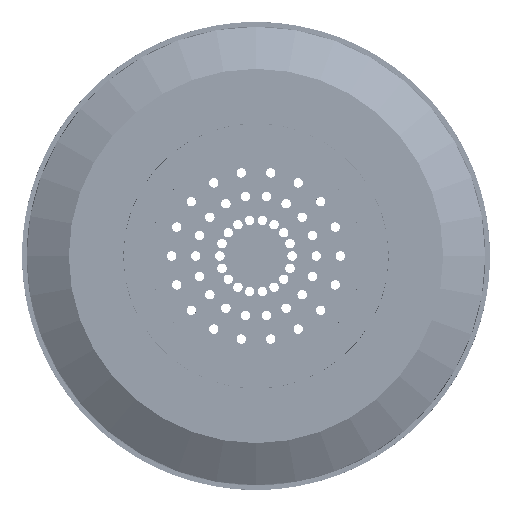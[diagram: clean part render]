
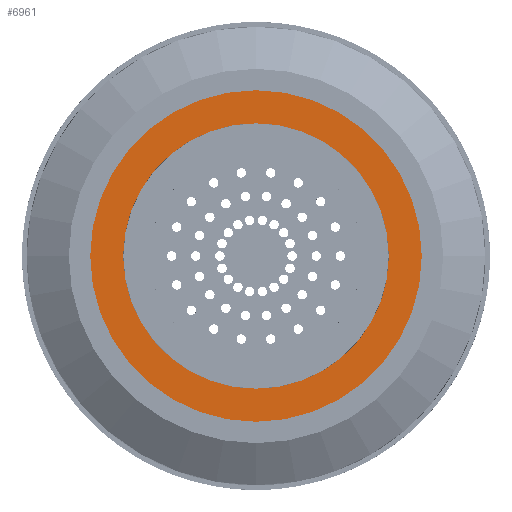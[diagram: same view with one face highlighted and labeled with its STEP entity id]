
A CAD part, left-side view. The second image highlights one B-rep face of the part: STEP entity #6961.
In plain terms, the highlighted planar face has unit normal (-1, 0, 0).
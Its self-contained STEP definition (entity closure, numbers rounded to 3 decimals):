
#6961=ADVANCED_FACE('',(#14436,#14437),#14438,.T.);
#14436=FACE_OUTER_BOUND('',#22162,.T.);
#14437=FACE_BOUND('',#22163,.T.);
#14438=PLANE('',#22164);
#22162=EDGE_LOOP('',(#44924,#44925));
#22163=EDGE_LOOP('',(#44926,#44927));
#22164=AXIS2_PLACEMENT_3D('',#44928,#44929,#44930);
#44924=ORIENTED_EDGE('',*,*,#46802,.T.);
#44925=ORIENTED_EDGE('',*,*,#55589,.T.);
#44926=ORIENTED_EDGE('',*,*,#55068,.F.);
#44927=ORIENTED_EDGE('',*,*,#48521,.F.);
#44928=CARTESIAN_POINT('',(-109.535,0.0,0.0));
#44929=DIRECTION('',(-1.0,0.0,0.0));
#44930=DIRECTION('',(0.0,0.0,1.0));
#46802=EDGE_CURVE('',#56469,#56473,#56475,.T.);
#48521=EDGE_CURVE('',#59565,#59568,#59569,.T.);
#55068=EDGE_CURVE('',#59568,#59565,#68517,.T.);
#55589=EDGE_CURVE('',#56473,#56469,#69164,.T.);
#56469=VERTEX_POINT('',#70286);
#56473=VERTEX_POINT('',#70291);
#56475=CIRCLE('',#70294,66.24);
#59565=VERTEX_POINT('',#85435);
#59568=VERTEX_POINT('',#85439);
#59569=CIRCLE('',#85440,53.0);
#68517=CIRCLE('',#105738,53.0);
#69164=CIRCLE('',#110669,66.24);
#70286=CARTESIAN_POINT('',(-109.535,0.0,66.24));
#70291=CARTESIAN_POINT('',(-109.535,0.,-66.24));
#70294=AXIS2_PLACEMENT_3D('',#111916,#111917,#111918);
#85435=CARTESIAN_POINT('',(-109.535,0.,53.0));
#85439=CARTESIAN_POINT('',(-109.535,0.,-53.0));
#85440=AXIS2_PLACEMENT_3D('',#113961,#113962,#113963);
#105738=AXIS2_PLACEMENT_3D('',#122718,#122719,#122720);
#110669=AXIS2_PLACEMENT_3D('',#122721,#122722,#122723);
#111916=CARTESIAN_POINT('',(-109.535,0.0,0.0));
#111917=DIRECTION('',(-1.0,0.0,0.0));
#111918=DIRECTION('',(0.0,0.0,1.0));
#113961=CARTESIAN_POINT('',(-109.535,0.0,0.0));
#113962=DIRECTION('',(-1.0,0.0,0.0));
#113963=DIRECTION('',(0.0,0.0,1.0));
#122718=CARTESIAN_POINT('',(-109.535,0.0,0.0));
#122719=DIRECTION('',(-1.0,0.0,0.0));
#122720=DIRECTION('',(0.0,0.0,1.0));
#122721=CARTESIAN_POINT('',(-109.535,0.0,0.0));
#122722=DIRECTION('',(-1.0,0.0,0.0));
#122723=DIRECTION('',(0.0,0.0,1.0));
